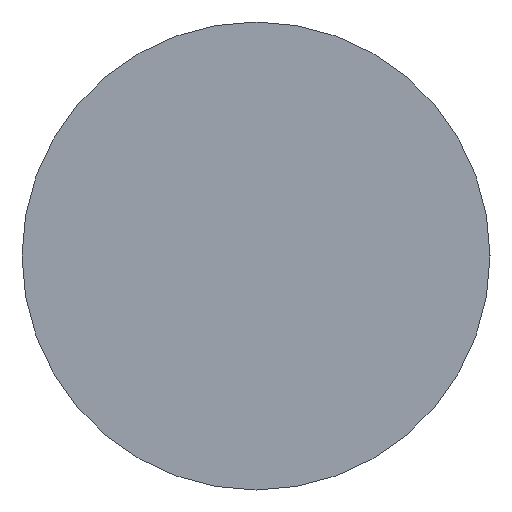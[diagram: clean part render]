
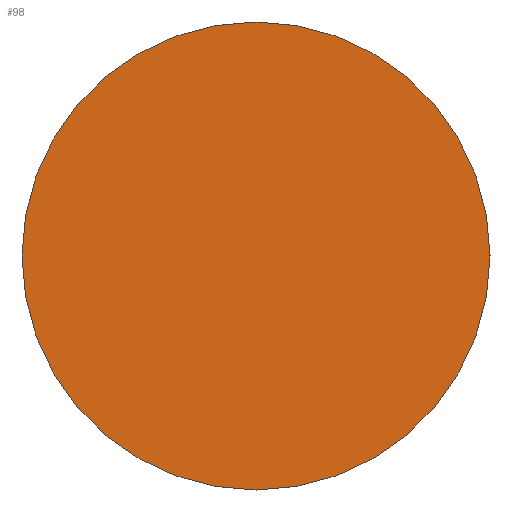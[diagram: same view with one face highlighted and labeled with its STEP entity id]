
A CAD part, left-side view. The second image highlights one B-rep face of the part: STEP entity #98.
In plain terms, the highlighted planar face has unit normal (-1, 0, 0).
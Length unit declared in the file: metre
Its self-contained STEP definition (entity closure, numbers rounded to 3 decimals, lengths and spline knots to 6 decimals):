
#1 = DIRECTION ( 'NONE',  ( 0., 1., 0. ) ) ;
#10 = AXIS2_PLACEMENT_3D ( 'NONE', #153, #92, #1 ) ;
#12 = EDGE_CURVE ( 'NONE', #56, #151, #145, .T. ) ;
#14 = DIRECTION ( 'NONE',  ( 0., 1., 0. ) ) ;
#29 = CARTESIAN_POINT ( 'NONE',  ( 0.038, 0.003, 0. ) ) ;
#43 = DIRECTION ( 'NONE',  ( 0., 1., 0. ) ) ;
#56 = VERTEX_POINT ( 'NONE', #29 ) ;
#57 = CARTESIAN_POINT ( 'NONE',  ( 0.038, -0.003, 0. ) ) ;
#63 = EDGE_CURVE ( 'NONE', #151, #56, #129, .T. ) ;
#65 = CARTESIAN_POINT ( 'NONE',  ( 0.038, 0., 0. ) ) ;
#81 = DIRECTION ( 'NONE',  ( 1., 0., 0. ) ) ;
#82 = AXIS2_PLACEMENT_3D ( 'NONE', #65, #163, #14 ) ;
#91 = PLANE ( 'NONE',  #82 ) ;
#92 = DIRECTION ( 'NONE',  ( 1., 0., 0. ) ) ;
#98 = ADVANCED_FACE ( 'NONE', ( #167 ), #91, .F. ) ;
#129 = CIRCLE ( 'NONE', #169, 0.003 ) ;
#134 = ORIENTED_EDGE ( 'NONE', *, *, #63, .F. ) ;
#137 = CARTESIAN_POINT ( 'NONE',  ( 0.038, 0., 0. ) ) ;
#145 = CIRCLE ( 'NONE', #10, 0.003 ) ;
#151 = VERTEX_POINT ( 'NONE', #57 ) ;
#153 = CARTESIAN_POINT ( 'NONE',  ( 0.038, 0., 0. ) ) ;
#163 = DIRECTION ( 'NONE',  ( 1., 0., 0. ) ) ;
#165 = EDGE_LOOP ( 'NONE', ( #174, #134 ) ) ;
#167 = FACE_OUTER_BOUND ( 'NONE', #165, .T. ) ;
#169 = AXIS2_PLACEMENT_3D ( 'NONE', #137, #81, #43 ) ;
#174 = ORIENTED_EDGE ( 'NONE', *, *, #12, .F. ) ;
